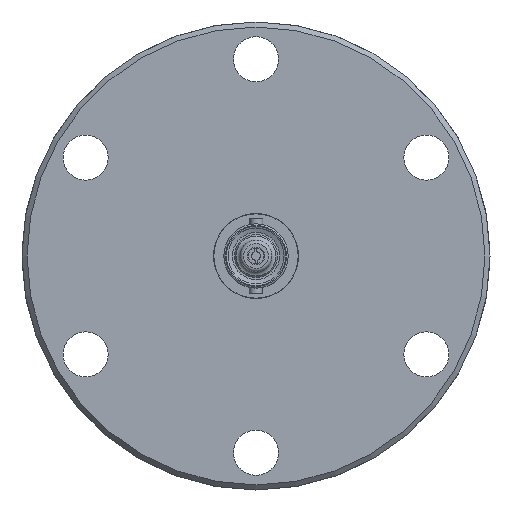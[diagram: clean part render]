
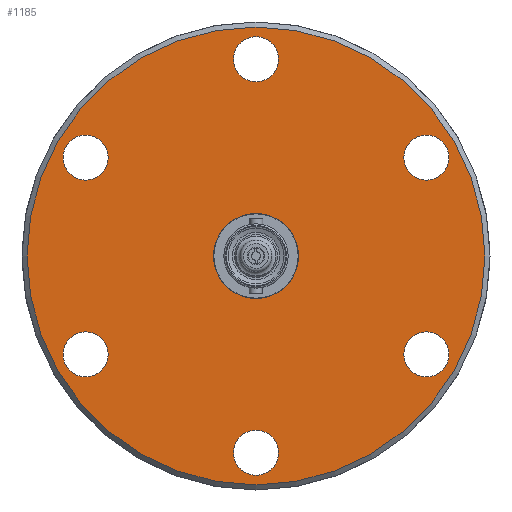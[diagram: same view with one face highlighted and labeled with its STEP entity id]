
A CAD part, front view. The second image highlights one B-rep face of the part: STEP entity #1185.
In plain terms, the highlighted planar face has unit normal (0, -1, 0).
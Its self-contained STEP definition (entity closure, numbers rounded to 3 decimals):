
#13 = EDGE_LOOP ( 'NONE', ( #1696 ) ) ;
#19 = DIRECTION ( 'NONE',  ( 0., 1., 0. ) ) ;
#38 = DIRECTION ( 'NONE',  ( 0., 0., 1. ) ) ;
#69 = AXIS2_PLACEMENT_3D ( 'NONE', #403, #1636, #425 ) ;
#90 = CIRCLE ( 'NONE', #171, 3.366 ) ;
#109 = ORIENTED_EDGE ( 'NONE', *, *, #1436, .T. ) ;
#112 = AXIS2_PLACEMENT_3D ( 'NONE', #2014, #934, #2203 ) ;
#152 = CIRCLE ( 'NONE', #1644, 34.163 ) ;
#171 = AXIS2_PLACEMENT_3D ( 'NONE', #738, #881, #1977 ) ;
#176 = CARTESIAN_POINT ( 'NONE',  ( 0., -11.405, -29.362 ) ) ;
#181 = EDGE_LOOP ( 'NONE', ( #478 ) ) ;
#225 = AXIS2_PLACEMENT_3D ( 'NONE', #1424, #867, #1937 ) ;
#252 = CIRCLE ( 'NONE', #112, 3.366 ) ;
#278 = EDGE_CURVE ( 'NONE', #660, #660, #90, .T. ) ;
#296 = EDGE_CURVE ( 'NONE', #608, #608, #2170, .T. ) ;
#342 = EDGE_LOOP ( 'NONE', ( #471 ) ) ;
#373 = EDGE_LOOP ( 'NONE', ( #1566 ) ) ;
#403 = CARTESIAN_POINT ( 'NONE',  ( -25.429, -11.405, -14.681 ) ) ;
#421 = CARTESIAN_POINT ( 'NONE',  ( 0., -11.405, -25.997 ) ) ;
#425 = DIRECTION ( 'NONE',  ( 0., 0., 1. ) ) ;
#426 = FACE_OUTER_BOUND ( 'NONE', #1010, .T. ) ;
#471 = ORIENTED_EDGE ( 'NONE', *, *, #1002, .T. ) ;
#478 = ORIENTED_EDGE ( 'NONE', *, *, #278, .T. ) ;
#482 = AXIS2_PLACEMENT_3D ( 'NONE', #1552, #1032, #1892 ) ;
#513 = DIRECTION ( 'NONE',  ( 0., 1., 0. ) ) ;
#517 = DIRECTION ( 'NONE',  ( 0., 0., 1. ) ) ;
#590 = CARTESIAN_POINT ( 'NONE',  ( 25.429, -11.405, 18.047 ) ) ;
#608 = VERTEX_POINT ( 'NONE', #684 ) ;
#633 = VERTEX_POINT ( 'NONE', #590 ) ;
#660 = VERTEX_POINT ( 'NONE', #1028 ) ;
#684 = CARTESIAN_POINT ( 'NONE',  ( -25.429, -11.405, 18.047 ) ) ;
#685 = VERTEX_POINT ( 'NONE', #709 ) ;
#692 = DIRECTION ( 'NONE',  ( 0., 0., 1. ) ) ;
#709 = CARTESIAN_POINT ( 'NONE',  ( 0., -11.405, 34.163 ) ) ;
#738 = CARTESIAN_POINT ( 'NONE',  ( 0., -11.405, 29.362 ) ) ;
#779 = EDGE_LOOP ( 'NONE', ( #1017 ) ) ;
#834 = CIRCLE ( 'NONE', #1134, 3.366 ) ;
#867 = DIRECTION ( 'NONE',  ( 0., -1., 0. ) ) ;
#881 = DIRECTION ( 'NONE',  ( 0., 1., 0. ) ) ;
#884 = EDGE_CURVE ( 'NONE', #685, #685, #152, .T. ) ;
#931 = ORIENTED_EDGE ( 'NONE', *, *, #884, .T. ) ;
#934 = DIRECTION ( 'NONE',  ( 0., 1., 0. ) ) ;
#944 = VERTEX_POINT ( 'NONE', #421 ) ;
#959 = FACE_BOUND ( 'NONE', #373, .T. ) ;
#988 = DIRECTION ( 'NONE',  ( 0., 1., 0. ) ) ;
#1002 = EDGE_CURVE ( 'NONE', #2268, #2268, #1296, .T. ) ;
#1010 = EDGE_LOOP ( 'NONE', ( #931 ) ) ;
#1017 = ORIENTED_EDGE ( 'NONE', *, *, #2254, .T. ) ;
#1028 = CARTESIAN_POINT ( 'NONE',  ( 0., -11.405, 32.728 ) ) ;
#1032 = DIRECTION ( 'NONE',  ( 0., 1., 0. ) ) ;
#1134 = AXIS2_PLACEMENT_3D ( 'NONE', #176, #513, #692 ) ;
#1136 = FACE_BOUND ( 'NONE', #779, .T. ) ;
#1158 = EDGE_LOOP ( 'NONE', ( #109 ) ) ;
#1159 = FACE_BOUND ( 'NONE', #13, .T. ) ;
#1185 = ADVANCED_FACE ( 'NONE', ( #959, #1607, #1493, #1830, #1344, #1136, #1159, #426 ), #1394, .T. ) ;
#1187 = DIRECTION ( 'NONE',  ( 0., -1., 0. ) ) ;
#1296 = CIRCLE ( 'NONE', #482, 3.366 ) ;
#1331 = DIRECTION ( 'NONE',  ( 0., 0., 1. ) ) ;
#1339 = AXIS2_PLACEMENT_3D ( 'NONE', #1434, #19, #38 ) ;
#1341 = CARTESIAN_POINT ( 'NONE',  ( 0., -11.405, 0. ) ) ;
#1344 = FACE_BOUND ( 'NONE', #342, .T. ) ;
#1363 = CARTESIAN_POINT ( 'NONE',  ( 0., -11.405, 0. ) ) ;
#1388 = CIRCLE ( 'NONE', #69, 3.366 ) ;
#1394 = PLANE ( 'NONE',  #225 ) ;
#1400 = EDGE_CURVE ( 'NONE', #1628, #1628, #1388, .T. ) ;
#1410 = CARTESIAN_POINT ( 'NONE',  ( 25.429, -11.405, -11.316 ) ) ;
#1424 = CARTESIAN_POINT ( 'NONE',  ( -34.163, -11.405, 0. ) ) ;
#1434 = CARTESIAN_POINT ( 'NONE',  ( -25.429, -11.405, 14.681 ) ) ;
#1436 = EDGE_CURVE ( 'NONE', #633, #633, #252, .T. ) ;
#1493 = FACE_BOUND ( 'NONE', #181, .T. ) ;
#1552 = CARTESIAN_POINT ( 'NONE',  ( 25.429, -11.405, -14.681 ) ) ;
#1566 = ORIENTED_EDGE ( 'NONE', *, *, #1400, .T. ) ;
#1607 = FACE_BOUND ( 'NONE', #1885, .T. ) ;
#1628 = VERTEX_POINT ( 'NONE', #1958 ) ;
#1636 = DIRECTION ( 'NONE',  ( 0., 1., 0. ) ) ;
#1644 = AXIS2_PLACEMENT_3D ( 'NONE', #1363, #1187, #517 ) ;
#1654 = CARTESIAN_POINT ( 'NONE',  ( 0., -11.405, 6.35 ) ) ;
#1660 = AXIS2_PLACEMENT_3D ( 'NONE', #1341, #988, #1331 ) ;
#1696 = ORIENTED_EDGE ( 'NONE', *, *, #2063, .T. ) ;
#1830 = FACE_BOUND ( 'NONE', #1158, .T. ) ;
#1885 = EDGE_LOOP ( 'NONE', ( #1900 ) ) ;
#1892 = DIRECTION ( 'NONE',  ( 0., 0., 1. ) ) ;
#1900 = ORIENTED_EDGE ( 'NONE', *, *, #296, .T. ) ;
#1937 = DIRECTION ( 'NONE',  ( 0., 0., -1. ) ) ;
#1958 = CARTESIAN_POINT ( 'NONE',  ( -25.429, -11.405, -11.316 ) ) ;
#1977 = DIRECTION ( 'NONE',  ( 0., 0., 1. ) ) ;
#2014 = CARTESIAN_POINT ( 'NONE',  ( 25.429, -11.405, 14.681 ) ) ;
#2063 = EDGE_CURVE ( 'NONE', #2163, #2163, #2133, .T. ) ;
#2133 = CIRCLE ( 'NONE', #1660, 6.35 ) ;
#2163 = VERTEX_POINT ( 'NONE', #1654 ) ;
#2170 = CIRCLE ( 'NONE', #1339, 3.366 ) ;
#2203 = DIRECTION ( 'NONE',  ( 0., 0., 1. ) ) ;
#2254 = EDGE_CURVE ( 'NONE', #944, #944, #834, .T. ) ;
#2268 = VERTEX_POINT ( 'NONE', #1410 ) ;
